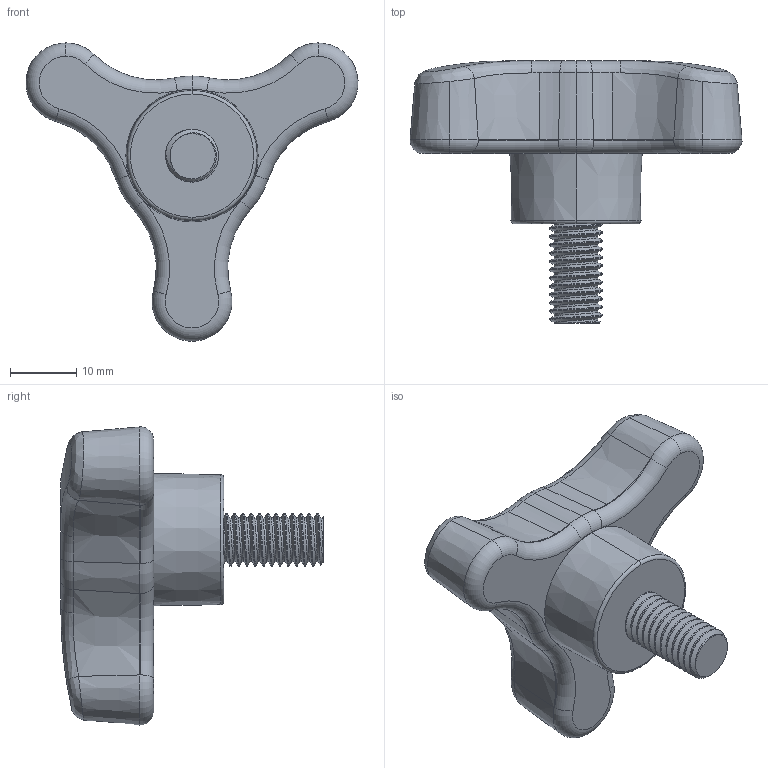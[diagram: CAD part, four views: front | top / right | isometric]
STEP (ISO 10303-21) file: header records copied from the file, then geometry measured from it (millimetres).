
FILE_DESCRIPTION (( 'STEP AP214' ), '1' );
FILE_NAME ('02424-Tri Knob Zinc Ext Thread 15mm M8.STEP', '2018-08-02T01:08:06', ( '' ), ( '' ), 'SwSTEP 2.0', 'SolidWorks 2018', '' );
FILE_SCHEMA (( 'AUTOMOTIVE_DESIGN' ));
Length unit declared in the file: millimetre
Products named in the file (1): 02424-Tri Knob Zinc Ext Thread 15mm M8
Bounding box: 50.16 x 39.6 x 45.06 mm (x, y, z)
Volume: 16379.3 mm3; surface area: 4939.1 mm2
Topology: 1 solids, 1 shells, 360 faces, 957 edges, 627 vertices
Faces by surface type: plane 173, bspline 106, torus 37, cylinder 24, cone 20
Entity records: 16089 total; most frequent: CARTESIAN_POINT 8154, ORIENTED_EDGE 1914, DIRECTION 1033, EDGE_CURVE 957, VERTEX_POINT 627, B_SPLINE_CURVE_WITH_KNOTS 506, EDGE_LOOP 388, AXIS2_PLACEMENT_3D 377
